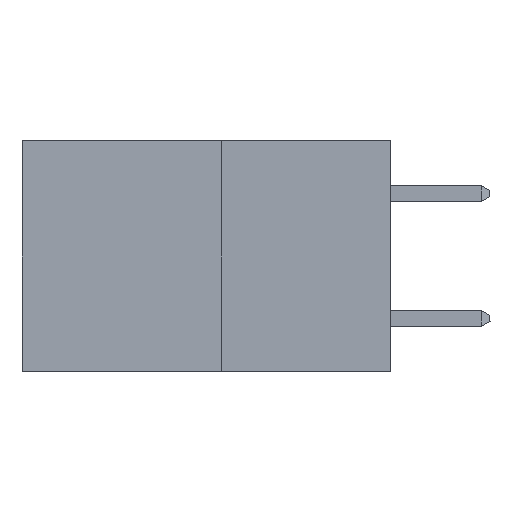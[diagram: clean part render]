
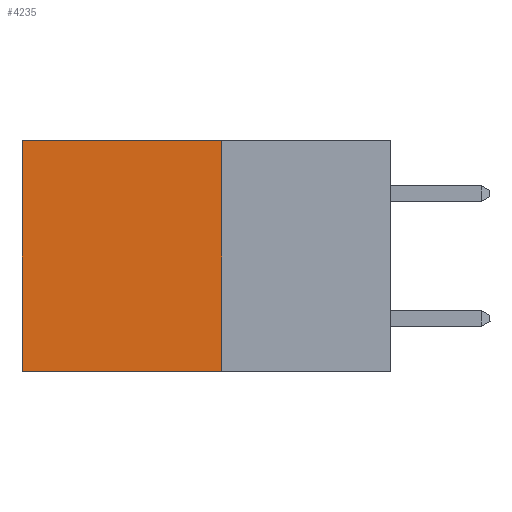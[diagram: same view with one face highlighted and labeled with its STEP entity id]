
A CAD part, left-side view. The second image highlights one B-rep face of the part: STEP entity #4235.
In plain terms, the highlighted planar face has unit normal (-1, 0, 0).
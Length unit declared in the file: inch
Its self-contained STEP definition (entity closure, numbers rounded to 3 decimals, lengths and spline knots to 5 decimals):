
#24 = DIRECTION ( 'NONE',  ( 1., 0., 0. ) ) ;
#104 = PLANE ( 'NONE',  #6214 ) ;
#228 = FACE_OUTER_BOUND ( 'NONE', #3362, .T. ) ;
#512 = CARTESIAN_POINT ( 'NONE',  ( 0.277, 0.59, -0.37 ) ) ;
#602 = DIRECTION ( 'NONE',  ( 0., 0., -1. ) ) ;
#1531 = ORIENTED_EDGE ( 'NONE', *, *, #14677, .T. ) ;
#2173 = VERTEX_POINT ( 'NONE', #9772 ) ;
#2378 = DIRECTION ( 'NONE',  ( 0., 1., 0. ) ) ;
#2785 = LINE ( 'NONE', #22434, #17508 ) ;
#3362 = EDGE_LOOP ( 'NONE', ( #16150, #23667, #15316, #1531 ) ) ;
#3499 = VERTEX_POINT ( 'NONE', #13723 ) ;
#4235 = ADVANCED_FACE ( 'NONE', ( #228 ), #104, .F. ) ;
#5789 = CARTESIAN_POINT ( 'NONE',  ( 0.277, 0.27, -0.37 ) ) ;
#6214 = AXIS2_PLACEMENT_3D ( 'NONE', #5789, #24, #13954 ) ;
#6272 = VERTEX_POINT ( 'NONE', #17608 ) ;
#7783 = EDGE_CURVE ( 'NONE', #3499, #6272, #17974, .T. ) ;
#8646 = LINE ( 'NONE', #13434, #18483 ) ;
#9738 = VERTEX_POINT ( 'NONE', #17369 ) ;
#9772 = CARTESIAN_POINT ( 'NONE',  ( 0.277, 0.27, -0.37 ) ) ;
#9916 = LINE ( 'NONE', #20132, #19159 ) ;
#12148 = EDGE_CURVE ( 'NONE', #9738, #2173, #9916, .T. ) ;
#13434 = CARTESIAN_POINT ( 'NONE',  ( 0.277, 0.27, 0. ) ) ;
#13723 = CARTESIAN_POINT ( 'NONE',  ( 0.277, 0.59, 0. ) ) ;
#13954 = DIRECTION ( 'NONE',  ( 0., 0., -1. ) ) ;
#14677 = EDGE_CURVE ( 'NONE', #9738, #3499, #8646, .T. ) ;
#15115 = DIRECTION ( 'NONE',  ( 0., 1., 0. ) ) ;
#15316 = ORIENTED_EDGE ( 'NONE', *, *, #12148, .F. ) ;
#16150 = ORIENTED_EDGE ( 'NONE', *, *, #7783, .T. ) ;
#17369 = CARTESIAN_POINT ( 'NONE',  ( 0.277, 0.27, 0. ) ) ;
#17508 = VECTOR ( 'NONE', #15115, 39.37008 ) ;
#17608 = CARTESIAN_POINT ( 'NONE',  ( 0.277, 0.59, -0.37 ) ) ;
#17974 = LINE ( 'NONE', #512, #18555 ) ;
#18280 = DIRECTION ( 'NONE',  ( 0., 0., -1. ) ) ;
#18483 = VECTOR ( 'NONE', #2378, 39.37008 ) ;
#18555 = VECTOR ( 'NONE', #602, 39.37008 ) ;
#19159 = VECTOR ( 'NONE', #18280, 39.37008 ) ;
#20132 = CARTESIAN_POINT ( 'NONE',  ( 0.277, 0.27, -0.37 ) ) ;
#20372 = EDGE_CURVE ( 'NONE', #2173, #6272, #2785, .T. ) ;
#22434 = CARTESIAN_POINT ( 'NONE',  ( 0.277, 0.27, -0.37 ) ) ;
#23667 = ORIENTED_EDGE ( 'NONE', *, *, #20372, .F. ) ;
